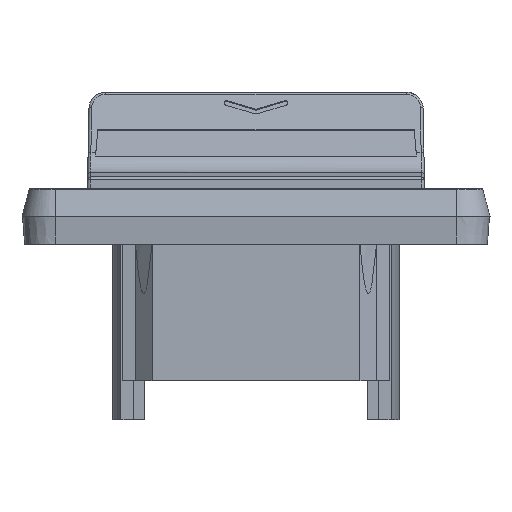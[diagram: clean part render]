
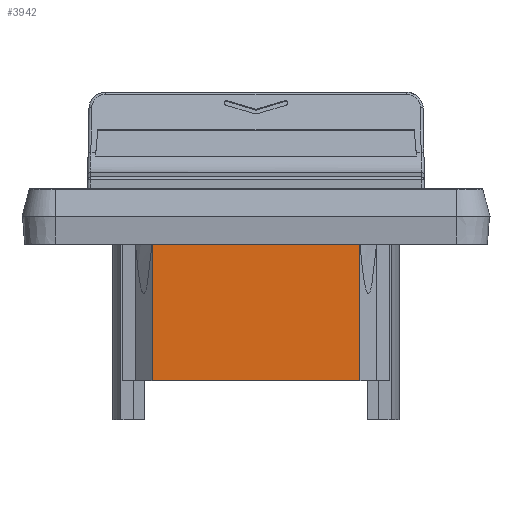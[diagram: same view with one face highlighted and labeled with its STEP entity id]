
A CAD part, front view. The second image highlights one B-rep face of the part: STEP entity #3942.
In plain terms, the highlighted planar face has unit normal (0, -1, 0).
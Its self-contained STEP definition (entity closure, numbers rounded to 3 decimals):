
#154 = DIRECTION ( 'NONE',  ( -1., 0., 0. ) ) ;
#226 = CARTESIAN_POINT ( 'NONE',  ( 18.665, -21.794, -24.5 ) ) ;
#344 = ORIENTED_EDGE ( 'NONE', *, *, #9628, .F. ) ;
#454 = CARTESIAN_POINT ( 'NONE',  ( 18.665, -21.794, 0. ) ) ;
#1753 = EDGE_CURVE ( 'NONE', #7645, #11755, #5905, .T. ) ;
#2004 = LINE ( 'NONE', #5443, #7466 ) ;
#2524 = VECTOR ( 'NONE', #7768, 1000. ) ;
#2594 = ORIENTED_EDGE ( 'NONE', *, *, #7780, .T. ) ;
#3677 = LINE ( 'NONE', #7278, #8890 ) ;
#3871 = EDGE_LOOP ( 'NONE', ( #2594, #14113, #5078, #344 ) ) ;
#3942 = ADVANCED_FACE ( 'NONE', ( #11765 ), #7340, .T. ) ;
#4430 = CARTESIAN_POINT ( 'NONE',  ( 18.665, -21.794, -24.5 ) ) ;
#5078 = ORIENTED_EDGE ( 'NONE', *, *, #1753, .F. ) ;
#5363 = CARTESIAN_POINT ( 'NONE',  ( -18.665, -21.794, -0.006 ) ) ;
#5443 = CARTESIAN_POINT ( 'NONE',  ( 18.665, -21.794, -0.006 ) ) ;
#5905 = LINE ( 'NONE', #226, #10077 ) ;
#6145 = DIRECTION ( 'NONE',  ( -1., 0., 0. ) ) ;
#7167 = VERTEX_POINT ( 'NONE', #12086 ) ;
#7278 = CARTESIAN_POINT ( 'NONE',  ( 18.665, -21.794, -0.006 ) ) ;
#7340 = PLANE ( 'NONE',  #14368 ) ;
#7466 = VECTOR ( 'NONE', #12199, 1000. ) ;
#7645 = VERTEX_POINT ( 'NONE', #4430 ) ;
#7768 = DIRECTION ( 'NONE',  ( 0., 0., -1. ) ) ;
#7780 = EDGE_CURVE ( 'NONE', #7793, #7167, #3677, .T. ) ;
#7793 = VERTEX_POINT ( 'NONE', #9315 ) ;
#8890 = VECTOR ( 'NONE', #6145, 1000. ) ;
#9315 = CARTESIAN_POINT ( 'NONE',  ( 18.665, -21.794, -0.006 ) ) ;
#9403 = CARTESIAN_POINT ( 'NONE',  ( -18.665, -21.794, -24.5 ) ) ;
#9599 = DIRECTION ( 'NONE',  ( 0., -1., 0. ) ) ;
#9628 = EDGE_CURVE ( 'NONE', #7793, #7645, #2004, .T. ) ;
#10077 = VECTOR ( 'NONE', #154, 1000. ) ;
#11070 = LINE ( 'NONE', #5363, #2524 ) ;
#11755 = VERTEX_POINT ( 'NONE', #9403 ) ;
#11765 = FACE_OUTER_BOUND ( 'NONE', #3871, .T. ) ;
#12057 = DIRECTION ( 'NONE',  ( 0., 0., -1. ) ) ;
#12086 = CARTESIAN_POINT ( 'NONE',  ( -18.665, -21.794, -0.006 ) ) ;
#12199 = DIRECTION ( 'NONE',  ( 0., 0., -1. ) ) ;
#14002 = EDGE_CURVE ( 'NONE', #7167, #11755, #11070, .T. ) ;
#14113 = ORIENTED_EDGE ( 'NONE', *, *, #14002, .T. ) ;
#14368 = AXIS2_PLACEMENT_3D ( 'NONE', #454, #9599, #12057 ) ;
